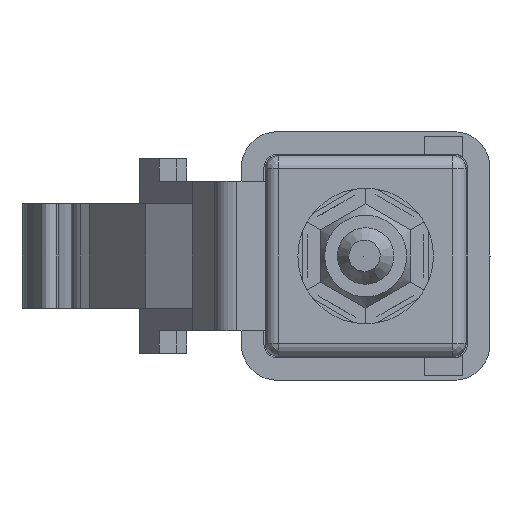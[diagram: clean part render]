
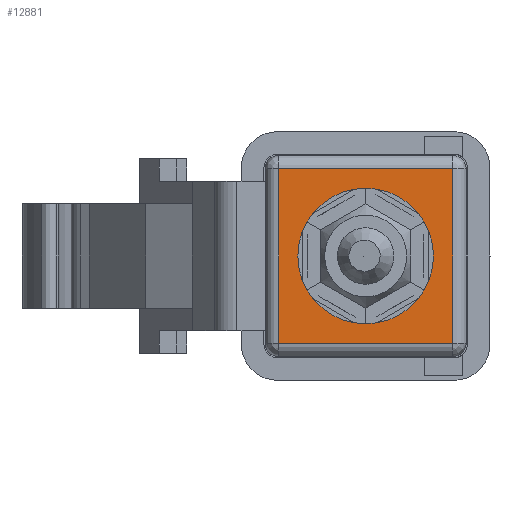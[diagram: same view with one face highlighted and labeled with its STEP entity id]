
A CAD part, left-side view. The second image highlights one B-rep face of the part: STEP entity #12881.
In plain terms, the highlighted face is planar.
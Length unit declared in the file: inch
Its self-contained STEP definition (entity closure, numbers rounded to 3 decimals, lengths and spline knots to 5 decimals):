
#172 = CARTESIAN_POINT ( 'NONE',  ( 0.46457, 0., -0.07579 ) ) ;
#918 = VECTOR ( 'NONE', #8599, 39.37008 ) ;
#921 = CARTESIAN_POINT ( 'NONE',  ( 0.46457, 0., 0. ) ) ;
#977 = EDGE_LOOP ( 'NONE', ( #4577, #5806, #8275, #10328 ) ) ;
#1346 = LINE ( 'NONE', #5526, #6359 ) ;
#1493 = CARTESIAN_POINT ( 'NONE',  ( 0.46457, 0., 0.07579 ) ) ;
#1749 = VERTEX_POINT ( 'NONE', #3176 ) ;
#1755 = CARTESIAN_POINT ( 'NONE',  ( 0.46457, 0., 0. ) ) ;
#2018 = FACE_OUTER_BOUND ( 'NONE', #977, .T. ) ;
#2061 = DIRECTION ( 'NONE',  ( 0., 0., -1. ) ) ;
#2637 = AXIS2_PLACEMENT_3D ( 'NONE', #1755, #12283, #11157 ) ;
#2761 = PLANE ( 'NONE',  #2637 ) ;
#3171 = ORIENTED_EDGE ( 'NONE', *, *, #10860, .F. ) ;
#3176 = CARTESIAN_POINT ( 'NONE',  ( 0.46457, 0.07579, 0.07579 ) ) ;
#3760 = VERTEX_POINT ( 'NONE', #9728 ) ;
#4232 = DIRECTION ( 'NONE',  ( 0., -1., 0. ) ) ;
#4577 = ORIENTED_EDGE ( 'NONE', *, *, #12719, .F. ) ;
#4717 = VERTEX_POINT ( 'NONE', #6643 ) ;
#5526 = CARTESIAN_POINT ( 'NONE',  ( 0.46457, -0.07579, 0. ) ) ;
#5806 = ORIENTED_EDGE ( 'NONE', *, *, #9972, .F. ) ;
#6028 = CARTESIAN_POINT ( 'NONE',  ( 0.46457, 0.07579, 0. ) ) ;
#6174 = DIRECTION ( 'NONE',  ( 0., 0., -1. ) ) ;
#6213 = AXIS2_PLACEMENT_3D ( 'NONE', #921, #8896, #6174 ) ;
#6359 = VECTOR ( 'NONE', #7660, 39.37008 ) ;
#6643 = CARTESIAN_POINT ( 'NONE',  ( 0.46457, 0.07579, -0.07579 ) ) ;
#6937 = VERTEX_POINT ( 'NONE', #10933 ) ;
#7011 = VECTOR ( 'NONE', #2061, 39.37008 ) ;
#7081 = VERTEX_POINT ( 'NONE', #11528 ) ;
#7660 = DIRECTION ( 'NONE',  ( 0., 0., 1. ) ) ;
#8108 = LINE ( 'NONE', #6028, #7011 ) ;
#8142 = CIRCLE ( 'NONE', #6213, 0.05906 ) ;
#8275 = ORIENTED_EDGE ( 'NONE', *, *, #12542, .F. ) ;
#8599 = DIRECTION ( 'NONE',  ( 0., 1., 0. ) ) ;
#8755 = VECTOR ( 'NONE', #4232, 39.37008 ) ;
#8896 = DIRECTION ( 'NONE',  ( 1., 0., 0. ) ) ;
#9502 = EDGE_LOOP ( 'NONE', ( #3171 ) ) ;
#9639 = LINE ( 'NONE', #1493, #918 ) ;
#9728 = CARTESIAN_POINT ( 'NONE',  ( 0.46457, 0., -0.05906 ) ) ;
#9972 = EDGE_CURVE ( 'NONE', #6937, #7081, #1346, .T. ) ;
#10328 = ORIENTED_EDGE ( 'NONE', *, *, #10463, .F. ) ;
#10463 = EDGE_CURVE ( 'NONE', #1749, #4717, #8108, .T. ) ;
#10860 = EDGE_CURVE ( 'NONE', #3760, #3760, #8142, .T. ) ;
#10933 = CARTESIAN_POINT ( 'NONE',  ( 0.46457, -0.07579, -0.07579 ) ) ;
#11157 = DIRECTION ( 'NONE',  ( 0., 0., 1. ) ) ;
#11528 = CARTESIAN_POINT ( 'NONE',  ( 0.46457, -0.07579, 0.07579 ) ) ;
#11945 = FACE_BOUND ( 'NONE', #9502, .T. ) ;
#12283 = DIRECTION ( 'NONE',  ( -1., 0., 0. ) ) ;
#12359 = LINE ( 'NONE', #172, #8755 ) ;
#12542 = EDGE_CURVE ( 'NONE', #4717, #6937, #12359, .T. ) ;
#12719 = EDGE_CURVE ( 'NONE', #7081, #1749, #9639, .T. ) ;
#12881 = ADVANCED_FACE ( 'NONE', ( #11945, #2018 ), #2761, .F. ) ;
